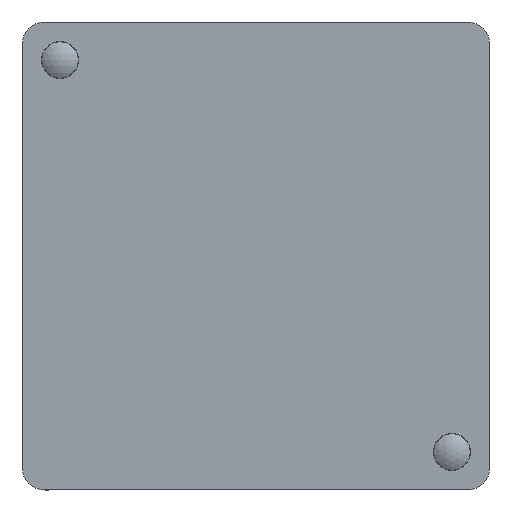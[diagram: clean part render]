
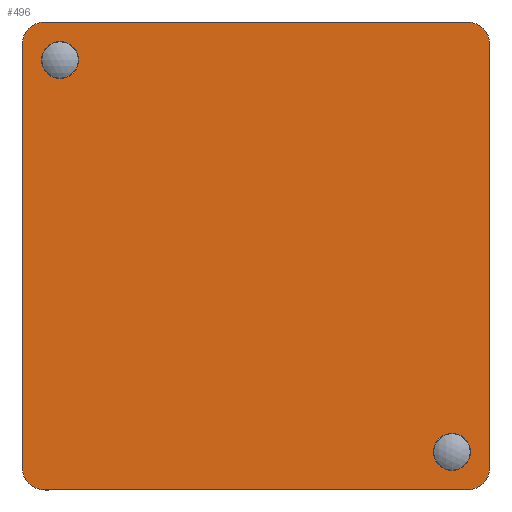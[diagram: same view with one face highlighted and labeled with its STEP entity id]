
A CAD part, top view. The second image highlights one B-rep face of the part: STEP entity #496.
In plain terms, the highlighted planar face has unit normal (0, 0, 1).
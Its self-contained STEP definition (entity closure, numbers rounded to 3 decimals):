
#23=FACE_BOUND('',#107,.T.);
#24=FACE_BOUND('',#108,.T.);
#35=CIRCLE('',#557,4.);
#37=CIRCLE('',#561,4.);
#39=CIRCLE('',#565,5.);
#40=CIRCLE('',#566,5.);
#41=CIRCLE('',#567,5.);
#42=CIRCLE('',#568,5.);
#74=FACE_OUTER_BOUND('',#106,.T.);
#106=EDGE_LOOP('',(#354,#355,#356,#357,#358,#359,#360,#361));
#107=EDGE_LOOP('',(#362));
#108=EDGE_LOOP('',(#363));
#148=LINE('',#829,#186);
#149=LINE('',#833,#187);
#150=LINE('',#837,#188);
#151=LINE('',#841,#189);
#186=VECTOR('',#668,10.);
#187=VECTOR('',#671,10.);
#188=VECTOR('',#674,10.);
#189=VECTOR('',#677,10.);
#228=VERTEX_POINT('',#813);
#230=VERTEX_POINT('',#820);
#232=VERTEX_POINT('',#827);
#233=VERTEX_POINT('',#828);
#234=VERTEX_POINT('',#830);
#235=VERTEX_POINT('',#832);
#236=VERTEX_POINT('',#834);
#237=VERTEX_POINT('',#836);
#238=VERTEX_POINT('',#838);
#239=VERTEX_POINT('',#840);
#272=EDGE_CURVE('',#228,#228,#35,.T.);
#275=EDGE_CURVE('',#230,#230,#37,.T.);
#278=EDGE_CURVE('',#232,#233,#148,.T.);
#279=EDGE_CURVE('',#233,#234,#39,.T.);
#280=EDGE_CURVE('',#234,#235,#149,.T.);
#281=EDGE_CURVE('',#235,#236,#40,.T.);
#282=EDGE_CURVE('',#236,#237,#150,.T.);
#283=EDGE_CURVE('',#237,#238,#41,.T.);
#284=EDGE_CURVE('',#238,#239,#151,.T.);
#285=EDGE_CURVE('',#239,#232,#42,.T.);
#354=ORIENTED_EDGE('',*,*,#278,.T.);
#355=ORIENTED_EDGE('',*,*,#279,.T.);
#356=ORIENTED_EDGE('',*,*,#280,.T.);
#357=ORIENTED_EDGE('',*,*,#281,.T.);
#358=ORIENTED_EDGE('',*,*,#282,.T.);
#359=ORIENTED_EDGE('',*,*,#283,.T.);
#360=ORIENTED_EDGE('',*,*,#284,.T.);
#361=ORIENTED_EDGE('',*,*,#285,.T.);
#362=ORIENTED_EDGE('',*,*,#272,.T.);
#363=ORIENTED_EDGE('',*,*,#275,.T.);
#447=PLANE('',#564);
#496=ADVANCED_FACE('',(#74,#23,#24),#447,.T.);
#557=AXIS2_PLACEMENT_3D('',#814,#650,#651);
#561=AXIS2_PLACEMENT_3D('',#821,#659,#660);
#564=AXIS2_PLACEMENT_3D('',#826,#666,#667);
#565=AXIS2_PLACEMENT_3D('',#831,#669,#670);
#566=AXIS2_PLACEMENT_3D('',#835,#672,#673);
#567=AXIS2_PLACEMENT_3D('',#839,#675,#676);
#568=AXIS2_PLACEMENT_3D('',#842,#678,#679);
#650=DIRECTION('center_axis',(0.,0.,
-1.));
#651=DIRECTION('ref_axis',(0.,1.,0.));
#659=DIRECTION('center_axis',(0.,0.,
-1.));
#660=DIRECTION('ref_axis',(-1.,0.,0.));
#666=DIRECTION('center_axis',(0.,0.,
1.));
#667=DIRECTION('ref_axis',(0.,-1.,0.));
#668=DIRECTION('',(0.,1.,0.));
#669=DIRECTION('center_axis',(0.,0.,
1.));
#670=DIRECTION('ref_axis',(1.,0.,0.));
#671=DIRECTION('',(-1.,0.,0.));
#672=DIRECTION('center_axis',(0.,0.,
1.));
#673=DIRECTION('ref_axis',(0.,1.,0.));
#674=DIRECTION('',(0.,-1.,0.));
#675=DIRECTION('center_axis',(0.,0.,
1.));
#676=DIRECTION('ref_axis',(-1.,0.,0.));
#677=DIRECTION('',(1.,0.,0.));
#678=DIRECTION('center_axis',(0.,0.,
1.));
#679=DIRECTION('ref_axis',(0.,-1.,0.));
#813=CARTESIAN_POINT('',(92.5,3.5,40.5));
#814=CARTESIAN_POINT('Origin',(92.5,7.5,40.5));
#820=CARTESIAN_POINT('',(11.5,92.5,40.5));
#821=CARTESIAN_POINT('Origin',(7.5,92.5,40.5));
#826=CARTESIAN_POINT('Origin',(50.,50.,40.5));
#827=CARTESIAN_POINT('',(100.75,4.25,40.5));
#828=CARTESIAN_POINT('',(100.75,95.75,40.5));
#829=CARTESIAN_POINT('',(100.75,4.25,40.5));
#830=CARTESIAN_POINT('',(95.75,100.75,40.5));
#831=CARTESIAN_POINT('Origin',(95.75,95.75,40.5));
#832=CARTESIAN_POINT('',(4.25,100.75,40.5));
#833=CARTESIAN_POINT('',(95.75,100.75,40.5));
#834=CARTESIAN_POINT('',(-0.75,95.75,40.5));
#835=CARTESIAN_POINT('Origin',(4.25,95.75,40.5));
#836=CARTESIAN_POINT('',(-0.75,4.25,40.5));
#837=CARTESIAN_POINT('',(-0.75,95.75,40.5));
#838=CARTESIAN_POINT('',(4.25,-0.75,40.5));
#839=CARTESIAN_POINT('Origin',(4.25,4.25,40.5));
#840=CARTESIAN_POINT('',(95.75,-0.75,40.5));
#841=CARTESIAN_POINT('',(4.25,-0.75,40.5));
#842=CARTESIAN_POINT('Origin',(95.75,4.25,40.5));
